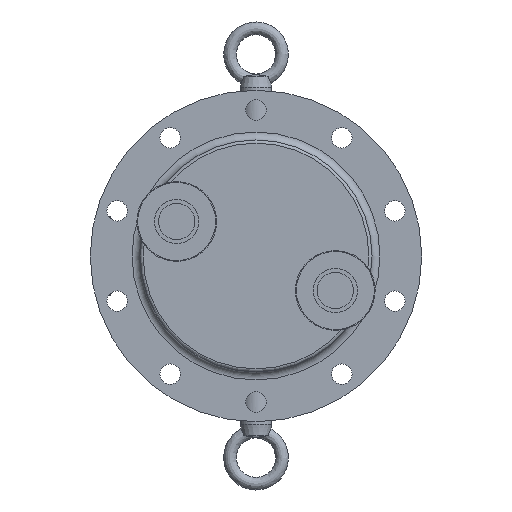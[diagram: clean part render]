
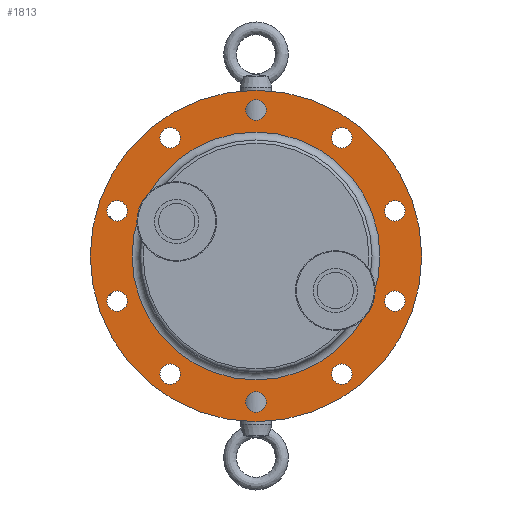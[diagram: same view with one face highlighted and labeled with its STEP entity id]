
A CAD part, left-side view. The second image highlights one B-rep face of the part: STEP entity #1813.
In plain terms, the highlighted planar face has unit normal (-1, 0, 0).
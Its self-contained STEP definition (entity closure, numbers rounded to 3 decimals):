
#53=FACE_BOUND('',#530,.T.);
#54=FACE_BOUND('',#531,.T.);
#55=FACE_BOUND('',#532,.T.);
#56=FACE_BOUND('',#533,.T.);
#57=FACE_BOUND('',#534,.T.);
#58=FACE_BOUND('',#535,.T.);
#59=FACE_BOUND('',#536,.T.);
#60=FACE_BOUND('',#537,.T.);
#61=FACE_BOUND('',#538,.T.);
#62=FACE_BOUND('',#539,.T.);
#63=FACE_BOUND('',#540,.T.);
#146=PLANE('',#2049);
#421=FACE_OUTER_BOUND('',#529,.T.);
#529=EDGE_LOOP('',(#1497));
#530=EDGE_LOOP('',(#1498));
#531=EDGE_LOOP('',(#1499));
#532=EDGE_LOOP('',(#1500));
#533=EDGE_LOOP('',(#1501));
#534=EDGE_LOOP('',(#1502));
#535=EDGE_LOOP('',(#1503));
#536=EDGE_LOOP('',(#1504));
#537=EDGE_LOOP('',(#1505));
#538=EDGE_LOOP('',(#1506));
#539=EDGE_LOOP('',(#1507));
#540=EDGE_LOOP('',(#1508));
#710=CIRCLE('',#1960,6.5);
#714=CIRCLE('',#1966,6.5);
#718=CIRCLE('',#1972,6.5);
#722=CIRCLE('',#1978,6.5);
#726=CIRCLE('',#1984,6.5);
#730=CIRCLE('',#1990,6.5);
#734=CIRCLE('',#1996,6.5);
#738=CIRCLE('',#2002,6.5);
#742=CIRCLE('',#2008,6.5);
#746=CIRCLE('',#2014,6.5);
#768=CIRCLE('',#2048,78.5);
#769=CIRCLE('',#2050,105.);
#870=VERTEX_POINT('',#2949);
#874=VERTEX_POINT('',#2961);
#878=VERTEX_POINT('',#2973);
#882=VERTEX_POINT('',#2985);
#886=VERTEX_POINT('',#2997);
#890=VERTEX_POINT('',#3009);
#894=VERTEX_POINT('',#3021);
#898=VERTEX_POINT('',#3033);
#902=VERTEX_POINT('',#3045);
#906=VERTEX_POINT('',#3057);
#928=VERTEX_POINT('',#3191);
#929=VERTEX_POINT('',#3195);
#1062=EDGE_CURVE('',#870,#870,#710,.T.);
#1068=EDGE_CURVE('',#874,#874,#714,.T.);
#1074=EDGE_CURVE('',#878,#878,#718,.T.);
#1080=EDGE_CURVE('',#882,#882,#722,.T.);
#1086=EDGE_CURVE('',#886,#886,#726,.T.);
#1092=EDGE_CURVE('',#890,#890,#730,.T.);
#1098=EDGE_CURVE('',#894,#894,#734,.T.);
#1104=EDGE_CURVE('',#898,#898,#738,.T.);
#1110=EDGE_CURVE('',#902,#902,#742,.T.);
#1116=EDGE_CURVE('',#906,#906,#746,.T.);
#1149=EDGE_CURVE('',#928,#928,#768,.T.);
#1150=EDGE_CURVE('',#929,#929,#769,.T.);
#1497=ORIENTED_EDGE('',*,*,#1150,.F.);
#1498=ORIENTED_EDGE('',*,*,#1062,.T.);
#1499=ORIENTED_EDGE('',*,*,#1068,.T.);
#1500=ORIENTED_EDGE('',*,*,#1074,.T.);
#1501=ORIENTED_EDGE('',*,*,#1080,.T.);
#1502=ORIENTED_EDGE('',*,*,#1086,.T.);
#1503=ORIENTED_EDGE('',*,*,#1092,.T.);
#1504=ORIENTED_EDGE('',*,*,#1098,.T.);
#1505=ORIENTED_EDGE('',*,*,#1104,.T.);
#1506=ORIENTED_EDGE('',*,*,#1110,.T.);
#1507=ORIENTED_EDGE('',*,*,#1116,.T.);
#1508=ORIENTED_EDGE('',*,*,#1149,.T.);
#1813=ADVANCED_FACE('',(#421,#53,#54,#55,#56,#57,#58,#59,#60,#61,#62,#63),
#146,.T.);
#1960=AXIS2_PLACEMENT_3D('',#2950,#2322,#2323);
#1966=AXIS2_PLACEMENT_3D('',#2962,#2336,#2337);
#1972=AXIS2_PLACEMENT_3D('',#2974,#2350,#2351);
#1978=AXIS2_PLACEMENT_3D('',#2986,#2364,#2365);
#1984=AXIS2_PLACEMENT_3D('',#2998,#2378,#2379);
#1990=AXIS2_PLACEMENT_3D('',#3010,#2392,#2393);
#1996=AXIS2_PLACEMENT_3D('',#3022,#2406,#2407);
#2002=AXIS2_PLACEMENT_3D('',#3034,#2420,#2421);
#2008=AXIS2_PLACEMENT_3D('',#3046,#2434,#2435);
#2014=AXIS2_PLACEMENT_3D('',#3058,#2448,#2449);
#2048=AXIS2_PLACEMENT_3D('',#3193,#2523,#2524);
#2049=AXIS2_PLACEMENT_3D('',#3194,#2525,#2526);
#2050=AXIS2_PLACEMENT_3D('',#3196,#2527,#2528);
#2322=DIRECTION('center_axis',(1.,0.,0.));
#2323=DIRECTION('ref_axis',(0.,0.,1.));
#2336=DIRECTION('center_axis',(1.,0.,0.));
#2337=DIRECTION('ref_axis',(0.,0.,1.));
#2350=DIRECTION('center_axis',(1.,0.,0.));
#2351=DIRECTION('ref_axis',(0.,0.,1.));
#2364=DIRECTION('center_axis',(1.,0.,0.));
#2365=DIRECTION('ref_axis',(0.,0.,1.));
#2378=DIRECTION('center_axis',(1.,0.,0.));
#2379=DIRECTION('ref_axis',(0.,0.,1.));
#2392=DIRECTION('center_axis',(1.,0.,0.));
#2393=DIRECTION('ref_axis',(0.,0.,1.));
#2406=DIRECTION('center_axis',(1.,0.,0.));
#2407=DIRECTION('ref_axis',(0.,0.,1.));
#2420=DIRECTION('center_axis',(1.,0.,0.));
#2421=DIRECTION('ref_axis',(0.,0.,1.));
#2434=DIRECTION('center_axis',(1.,0.,0.));
#2435=DIRECTION('ref_axis',(0.,0.,1.));
#2448=DIRECTION('center_axis',(1.,0.,0.));
#2449=DIRECTION('ref_axis',(0.,0.,1.));
#2523=DIRECTION('center_axis',(1.,0.,0.));
#2524=DIRECTION('ref_axis',(0.,0.,-1.));
#2525=DIRECTION('center_axis',(-1.,0.,0.));
#2526=DIRECTION('ref_axis',(0.,0.,1.));
#2527=DIRECTION('center_axis',(1.,0.,0.));
#2528=DIRECTION('ref_axis',(0.,0.,-1.));
#2949=CARTESIAN_POINT('',(280.,0.,-99.));
#2950=CARTESIAN_POINT('Origin',(280.,0.,-92.5));
#2961=CARTESIAN_POINT('',(280.,87.973,-35.084));
#2962=CARTESIAN_POINT('Origin',(280.,87.973,-28.584));
#2973=CARTESIAN_POINT('',(280.,-87.973,-35.084));
#2974=CARTESIAN_POINT('Origin',(280.,-87.973,-28.584));
#2985=CARTESIAN_POINT('',(280.,54.37,68.334));
#2986=CARTESIAN_POINT('Origin',(280.,54.37,74.834));
#2997=CARTESIAN_POINT('',(280.,0.,86.));
#2998=CARTESIAN_POINT('Origin',(280.,0.,92.5));
#3009=CARTESIAN_POINT('',(280.,-54.37,-81.334));
#3010=CARTESIAN_POINT('Origin',(280.,-54.37,-74.834));
#3021=CARTESIAN_POINT('',(280.,54.37,-81.334));
#3022=CARTESIAN_POINT('Origin',(280.,54.37,-74.834));
#3033=CARTESIAN_POINT('',(280.,-87.973,22.084));
#3034=CARTESIAN_POINT('Origin',(280.,-87.973,28.584));
#3045=CARTESIAN_POINT('',(280.,87.973,22.084));
#3046=CARTESIAN_POINT('Origin',(280.,87.973,28.584));
#3057=CARTESIAN_POINT('',(280.,-54.37,68.334));
#3058=CARTESIAN_POINT('Origin',(280.,-54.37,74.834));
#3191=CARTESIAN_POINT('',(280.,0.,78.5));
#3193=CARTESIAN_POINT('Origin',(280.,0.,0.));
#3194=CARTESIAN_POINT('Origin',(280.,105.,0.));
#3195=CARTESIAN_POINT('',(280.,-105.,0.));
#3196=CARTESIAN_POINT('Origin',(280.,0.,0.));
